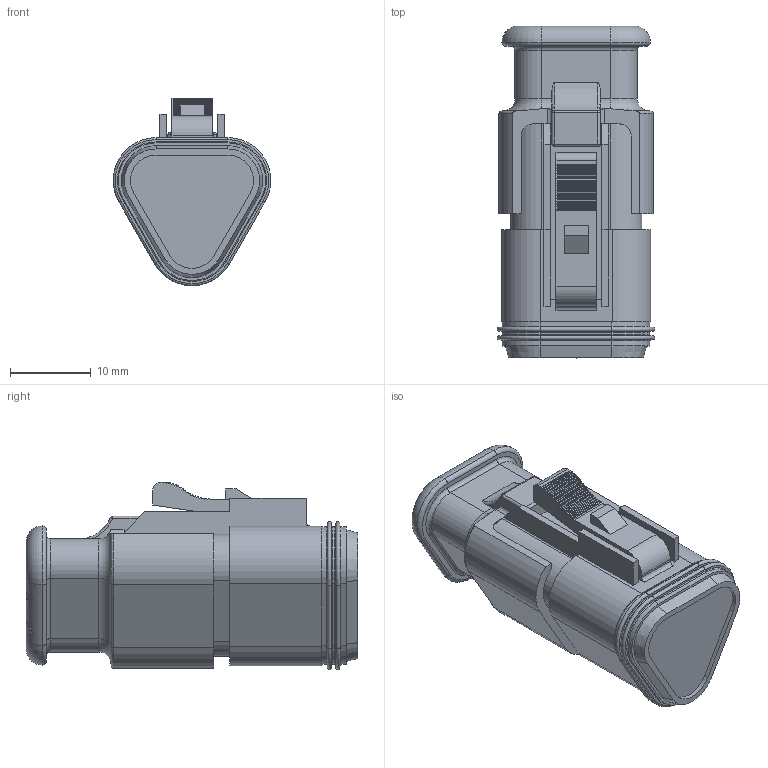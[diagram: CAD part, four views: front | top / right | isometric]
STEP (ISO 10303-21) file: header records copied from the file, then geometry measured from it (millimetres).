
FILE_DESCRIPTION((''),'2;1');
FILE_NAME('26-54224-03S','2015-06-29T',('jarry.li'),(''),'PRO/ENGINEER BY PARAMETRIC TECHNOLOGY CORPORATION, 2013230','PRO/ENGINEER BY PARAMETRIC TECHNOLOGY CORPORATION, 2013230','');
FILE_SCHEMA(('CONFIG_CONTROL_DESIGN'));
Length unit declared in the file: millimetre
Products named in the file (1): 26-54224-03S
Bounding box: 19.49 x 41 x 23.16 mm (x, y, z)
Volume: 8008.6 mm3; surface area: 5669.1 mm2
Topology: 1 solids, 15 shells, 1066 faces, 2991 edges, 1968 vertices
Faces by surface type: plane 872, cylinder 121, torus 43, sphere 16, cone 7, extrusion 5, bspline 2
Entity records: 34201 total; most frequent: CARTESIAN_POINT 6581, ORIENTED_EDGE 5982, DIRECTION 5292, EDGE_CURVE 2991, VECTOR 2494, LINE 2489, VERTEX_POINT 1968, AXIS2_PLACEMENT_3D 1399
